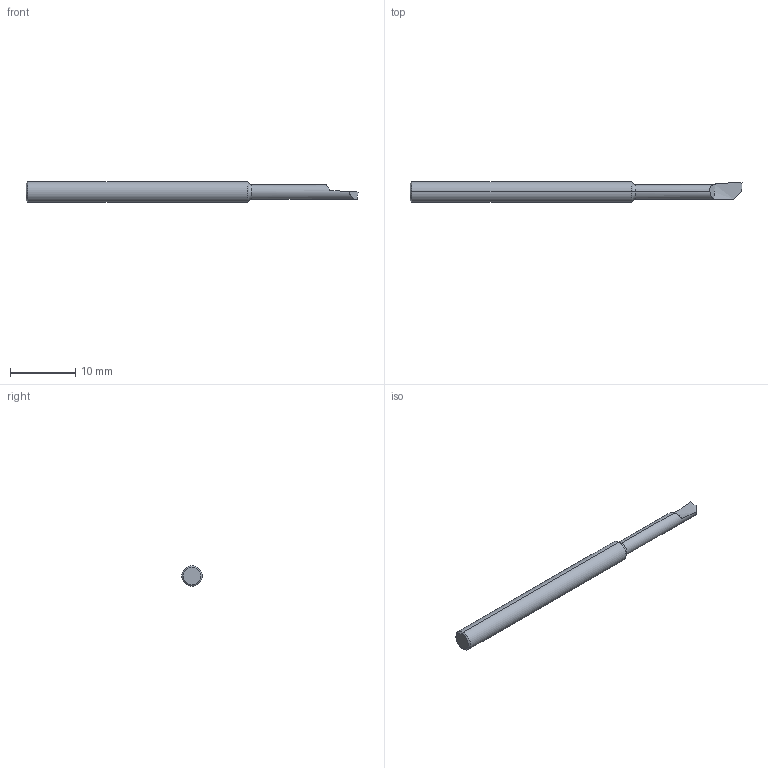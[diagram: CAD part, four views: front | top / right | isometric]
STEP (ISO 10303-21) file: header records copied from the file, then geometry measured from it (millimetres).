
FILE_DESCRIPTION (( 'STEP AP203' ), '1' );
FILE_NAME ('215886-HB100L.STEP', '2024-07-25T20:44:35', ( '' ), ( '' ), 'SwSTEP 2.0', 'SolidWorks 2024', '' );
FILE_SCHEMA (( 'CONFIG_CONTROL_DESIGN' ));
Length unit declared in the file: inch
Products named in the file (1): 215886-HB100L
Bounding box: 50.8 x 3.17 x 3.17 mm (x, y, z)
Volume: 324 mm3; surface area: 461.8 mm2
Topology: 1 solids, 1 shells, 20 faces, 46 edges, 28 vertices
Faces by surface type: plane 7, cylinder 5, bspline 4, torus 2, cone 2
Entity records: 821 total; most frequent: CARTESIAN_POINT 345, ORIENTED_EDGE 92, DIRECTION 73, EDGE_CURVE 46, AXIS2_PLACEMENT_3D 31, VERTEX_POINT 28, FACE_OUTER_BOUND 20, ADVANCED_FACE 20
